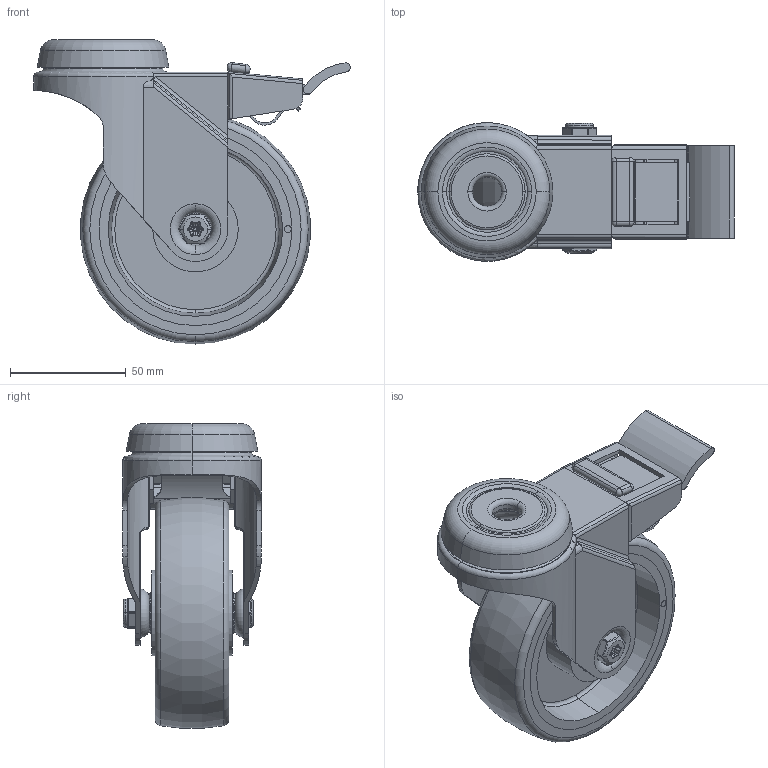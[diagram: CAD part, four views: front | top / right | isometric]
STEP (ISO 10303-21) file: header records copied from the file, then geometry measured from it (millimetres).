
FILE_DESCRIPTION(('STEP AP203'),'1');
FILE_NAME('BZM100GRECBJBH12SWB.STEP','2023-06-14T10:12:51',(' '),(' '),'Spatial InterOp 3D',' ',' ');
FILE_SCHEMA(('CONFIG_CONTROL_DESIGN'));
Length unit declared in the file: metre
Products named in the file (28): BZM100ASBH12SWB; ZINC PLATED PRESSED STEEL HEAD; ZINC PLATED PRESSED STEEL FORKS; ZINC PLATED PRESSED STEEL BRAKE; BLACK NYLON BRAKE PEDAL; BRAKE PAD; BZM100GRECBJBH12SWB; GREY ELECTRICALLY CONDUCTIVE RUBBER TYRE; GREY ELECTRICALLY CONDUCTIVE RUBBER TYRE Geometry; EC SPOT; BZM100WGRECBJM102; Pattern; Component4; BEARING; INSIDE; OUTTER; Pattern-1; BEARING-1; POLYPROPYLENE RIM; BZM100WGRECBJM10; TUBEM10X37; ZINC PLATED AXLE TUBE; BOLTBZM8MM; ZINC PLATED AXLE BOLT; NYLOC NUT; NUT; RUBBER; NYLOCM8Z
Assembly tree (42 placements, depth 6):
  BZM100GRECBJBH12SWB
    BZM100ASBH12SWB
      ZINC PLATED PRESSED STEEL HEAD
      ZINC PLATED PRESSED STEEL FORKS
      ZINC PLATED PRESSED STEEL BRAKE
      BLACK NYLON BRAKE PEDAL
      BRAKE PAD
    BZM100WGRECBJM10
      BZM100WGRECBJM102
        GREY ELECTRICALLY CONDUCTIVE RUBBER TYRE
          GREY ELECTRICALLY CONDUCTIVE RUBBER TYRE Geometry
          EC SPOT
        BEARING
          Pattern
            Component4  x7
          INSIDE
          OUTTER
        BEARING-1
          Pattern-1
            Component4  x7
          INSIDE
          OUTTER
        POLYPROPYLENE RIM
    TUBEM10X37
      ZINC PLATED AXLE TUBE
    BOLTBZM8MM
      ZINC PLATED AXLE BOLT
    NYLOCM8Z
      NYLOC NUT
        NUT
        RUBBER
Bounding box: 137 x 60 x 131.86 mm (x, y, z)
Volume: 221577.4 mm3; surface area: 117238.7 mm2
Topology: 30 solids, 30 shells, 749 faces, 1856 edges, 1121 vertices
Faces by surface type: cylinder 307, plane 224, torus 116, sphere 64, bspline 26, cone 10, extrusion 2
Entity records: 31080 total; most frequent: CARTESIAN_POINT 12886, DIRECTION 3842, ORIENTED_EDGE 3372, EDGE_CURVE 1686, AXIS2_PLACEMENT_3D 1575, VERTEX_POINT 1051, CIRCLE 811, EDGE_LOOP 731
